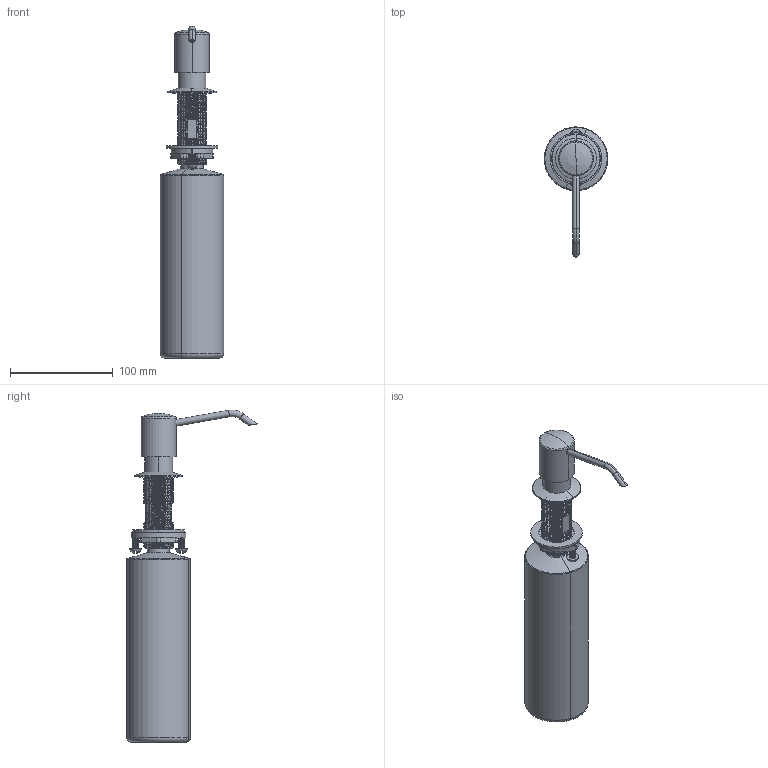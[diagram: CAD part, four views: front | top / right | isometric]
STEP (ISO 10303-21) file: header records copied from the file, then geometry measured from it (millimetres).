
FILE_DESCRIPTION((''),'2;1');
FILE_NAME('125_ASM','2024-12-09T10:50:36',('NSantos'),(''),'CREO PARAMETRIC BY PTC INC, 2023134','CREO PARAMETRIC BY PTC INC, 2023134','');
FILE_SCHEMA(('CONFIG_CONTROL_DESIGN'));
Length unit declared in the file: inch
Products named in the file (1): 125_ASM
Bounding box: 61.74 x 126.69 x 322.38 mm (x, y, z)
Volume: 133987.9 mm3; surface area: 150598.2 mm2
Topology: 4 solids, 12 shells, 865 faces, 2249 edges, 1429 vertices
Faces by surface type: cylinder 339, bspline 194, plane 165, torus 74, cone 68, sphere 22, extrusion 3
Entity records: 70528 total; most frequent: CARTESIAN_POINT 51070, ORIENTED_EDGE 4462, DIRECTION 3371, EDGE_CURVE 2243, VERTEX_POINT 1429, AXIS2_PLACEMENT_3D 1305, EDGE_LOOP 924, FACE_OUTER_BOUND 865
